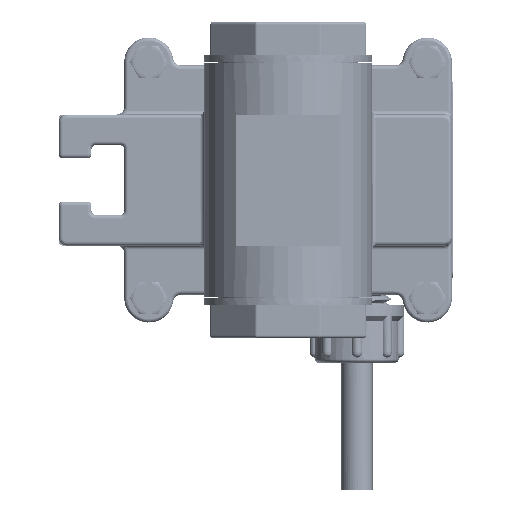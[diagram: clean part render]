
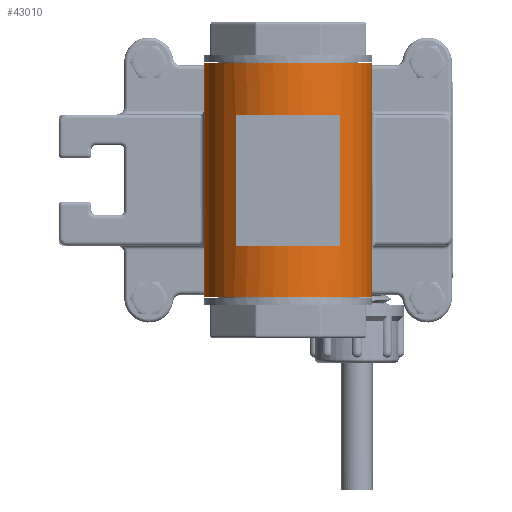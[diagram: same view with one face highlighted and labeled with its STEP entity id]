
A CAD part, front view. The second image highlights one B-rep face of the part: STEP entity #43010.
In plain terms, the highlighted cylindrical face has radius 16.32 mm (diameter 32.639 mm), a full revolution.
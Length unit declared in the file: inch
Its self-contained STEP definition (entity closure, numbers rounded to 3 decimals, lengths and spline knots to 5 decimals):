
#1764=FACE_BOUND('',#15300,.T.);
#3444=LINE('',#63474,#7356);
#3446=LINE('',#63478,#7358);
#3448=LINE('',#63484,#7360);
#3449=LINE('',#63486,#7361);
#3450=LINE('',#63492,#7362);
#3451=LINE('',#63498,#7363);
#7356=VECTOR('',#50544,0.3937);
#7358=VECTOR('',#50550,0.3937);
#7360=VECTOR('',#50558,0.6425);
#7361=VECTOR('',#50559,0.6425);
#7362=VECTOR('',#50564,0.3937);
#7363=VECTOR('',#50569,0.3937);
#11175=CYLINDRICAL_SURFACE('',#46327,0.6425);
#12761=FACE_OUTER_BOUND('',#15299,.T.);
#15299=EDGE_LOOP('',(#30658,#30659,#30660,#30661,#30662,#30663,#30664,#30665,
#30666,#30667,#30668,#30669));
#15300=EDGE_LOOP('',(#30670,#30671,#30672,#30673,#30674,#30675));
#18101=CIRCLE('',#46295,0.6425);
#18102=CIRCLE('',#46296,0.6425);
#18117=CIRCLE('',#46320,0.6425);
#18118=CIRCLE('',#46321,0.6425);
#18120=CIRCLE('',#46328,0.6425);
#18121=CIRCLE('',#46329,0.6425);
#18122=CIRCLE('',#46330,0.6425);
#18123=CIRCLE('',#46331,0.6425);
#18124=CIRCLE('',#46332,0.6425);
#18125=CIRCLE('',#46333,0.6425);
#19561=VERTEX_POINT('',#62963);
#19589=VERTEX_POINT('',#63113);
#19616=VERTEX_POINT('',#63260);
#19617=VERTEX_POINT('',#63262);
#19621=VERTEX_POINT('',#63317);
#19639=VERTEX_POINT('',#63469);
#19640=VERTEX_POINT('',#63482);
#19641=VERTEX_POINT('',#63485);
#19642=VERTEX_POINT('',#63488);
#19643=VERTEX_POINT('',#63489);
#19644=VERTEX_POINT('',#63491);
#19645=VERTEX_POINT('',#63493);
#19646=VERTEX_POINT('',#63495);
#19647=VERTEX_POINT('',#63497);
#23866=EDGE_CURVE('',#19589,#19616,#18101,.T.);
#23867=EDGE_CURVE('',#19616,#19617,#18102,.T.);
#23903=EDGE_CURVE('',#19639,#19621,#18117,.T.);
#23904=EDGE_CURVE('',#19561,#19639,#18118,.T.);
#23906=EDGE_CURVE('',#19617,#19621,#3444,.T.);
#23908=EDGE_CURVE('',#19561,#19589,#3446,.T.);
#23910=EDGE_CURVE('',#19640,#19640,#18120,.T.);
#23911=EDGE_CURVE('',#19640,#19639,#3448,.T.);
#23912=EDGE_CURVE('',#19616,#19641,#3449,.T.);
#23913=EDGE_CURVE('',#19641,#19641,#18121,.T.);
#23914=EDGE_CURVE('',#19642,#19643,#18122,.T.);
#23915=EDGE_CURVE('',#19643,#19644,#3450,.T.);
#23916=EDGE_CURVE('',#19644,#19645,#18123,.T.);
#23917=EDGE_CURVE('',#19645,#19646,#18124,.T.);
#23918=EDGE_CURVE('',#19646,#19647,#3451,.T.);
#23919=EDGE_CURVE('',#19647,#19642,#18125,.T.);
#30658=ORIENTED_EDGE('',*,*,#23910,.T.);
#30659=ORIENTED_EDGE('',*,*,#23911,.T.);
#30660=ORIENTED_EDGE('',*,*,#23903,.T.);
#30661=ORIENTED_EDGE('',*,*,#23906,.F.);
#30662=ORIENTED_EDGE('',*,*,#23867,.F.);
#30663=ORIENTED_EDGE('',*,*,#23912,.T.);
#30664=ORIENTED_EDGE('',*,*,#23913,.T.);
#30665=ORIENTED_EDGE('',*,*,#23912,.F.);
#30666=ORIENTED_EDGE('',*,*,#23866,.F.);
#30667=ORIENTED_EDGE('',*,*,#23908,.F.);
#30668=ORIENTED_EDGE('',*,*,#23904,.T.);
#30669=ORIENTED_EDGE('',*,*,#23911,.F.);
#30670=ORIENTED_EDGE('',*,*,#23914,.T.);
#30671=ORIENTED_EDGE('',*,*,#23915,.T.);
#30672=ORIENTED_EDGE('',*,*,#23916,.T.);
#30673=ORIENTED_EDGE('',*,*,#23917,.T.);
#30674=ORIENTED_EDGE('',*,*,#23918,.T.);
#30675=ORIENTED_EDGE('',*,*,#23919,.T.);
#43010=ADVANCED_FACE('',(#12761,#1764),#11175,.T.);
#46295=AXIS2_PLACEMENT_3D('',#63261,#50471,#50472);
#46296=AXIS2_PLACEMENT_3D('',#63263,#50473,#50474);
#46320=AXIS2_PLACEMENT_3D('',#63470,#50536,#50537);
#46321=AXIS2_PLACEMENT_3D('',#63471,#50538,#50539);
#46327=AXIS2_PLACEMENT_3D('',#63481,#50554,#50555);
#46328=AXIS2_PLACEMENT_3D('',#63483,#50556,#50557);
#46329=AXIS2_PLACEMENT_3D('',#63487,#50560,#50561);
#46330=AXIS2_PLACEMENT_3D('',#63490,#50562,#50563);
#46331=AXIS2_PLACEMENT_3D('',#63494,#50565,#50566);
#46332=AXIS2_PLACEMENT_3D('',#63496,#50567,#50568);
#46333=AXIS2_PLACEMENT_3D('',#63499,#50570,#50571);
#50471=DIRECTION('center_axis',(0.,0.,1.));
#50472=DIRECTION('ref_axis',(-1.,0.,0.));
#50473=DIRECTION('center_axis',(0.,0.,1.));
#50474=DIRECTION('ref_axis',(-1.,0.,0.));
#50536=DIRECTION('center_axis',(0.,0.,1.));
#50537=DIRECTION('ref_axis',(-1.,0.,0.));
#50538=DIRECTION('center_axis',(0.,0.,1.));
#50539=DIRECTION('ref_axis',(-1.,0.,0.));
#50544=DIRECTION('',(0.,0.,1.));
#50550=DIRECTION('',(0.,0.,-1.));
#50554=DIRECTION('center_axis',(0.,0.,1.));
#50555=DIRECTION('ref_axis',(-1.,0.,0.));
#50556=DIRECTION('center_axis',(0.,0.,-1.));
#50557=DIRECTION('ref_axis',(-1.,0.,0.));
#50558=DIRECTION('',(0.,0.,-1.));
#50559=DIRECTION('',(0.,0.,-1.));
#50560=DIRECTION('center_axis',(0.,0.,1.));
#50561=DIRECTION('ref_axis',(-1.,0.,0.));
#50562=DIRECTION('center_axis',(0.,0.,-1.));
#50563=DIRECTION('ref_axis',(-1.,0.,0.));
#50564=DIRECTION('',(0.,0.,1.));
#50565=DIRECTION('center_axis',(0.,0.,1.));
#50566=DIRECTION('ref_axis',(-1.,0.,0.));
#50567=DIRECTION('center_axis',(0.,0.,1.));
#50568=DIRECTION('ref_axis',(-1.,0.,0.));
#50569=DIRECTION('',(0.,0.,-1.));
#50570=DIRECTION('center_axis',(0.,0.,-1.));
#50571=DIRECTION('ref_axis',(-1.,0.,0.));
#62963=CARTESIAN_POINT('',(0.64186,-0.02866,0.53));
#63113=CARTESIAN_POINT('',(0.64186,-0.02866,-0.53));
#63260=CARTESIAN_POINT('',(0.6425,0.,-0.53));
#63261=CARTESIAN_POINT('Origin',(0.,0.,-0.53));
#63262=CARTESIAN_POINT('',(-0.64186,-0.02866,-0.53));
#63263=CARTESIAN_POINT('Origin',(0.,0.,-0.53));
#63317=CARTESIAN_POINT('',(-0.64186,-0.02866,0.53));
#63469=CARTESIAN_POINT('',(0.6425,0.,0.53));
#63470=CARTESIAN_POINT('Origin',(0.,0.,0.53));
#63471=CARTESIAN_POINT('Origin',(0.,0.,0.53));
#63474=CARTESIAN_POINT('',(-0.64186,-0.02866,0.));
#63478=CARTESIAN_POINT('',(0.64186,-0.02866,0.));
#63481=CARTESIAN_POINT('Origin',(0.,0.,0.));
#63482=CARTESIAN_POINT('',(0.6425,0.,0.891));
#63483=CARTESIAN_POINT('Origin',(0.,0.,0.891));
#63484=CARTESIAN_POINT('',(0.6425,0.,0.));
#63485=CARTESIAN_POINT('',(0.6425,0.,-0.891));
#63486=CARTESIAN_POINT('',(0.6425,0.,0.));
#63487=CARTESIAN_POINT('Origin',(0.,0.,-0.891));
#63488=CARTESIAN_POINT('',(0.,-0.6425,-0.5));
#63489=CARTESIAN_POINT('',(-0.4,-0.5028,-0.5));
#63490=CARTESIAN_POINT('Origin',(0.,0.,-0.5));
#63491=CARTESIAN_POINT('',(-0.4,-0.5028,0.5));
#63492=CARTESIAN_POINT('',(-0.4,-0.5028,0.));
#63493=CARTESIAN_POINT('',(0.,-0.6425,0.5));
#63494=CARTESIAN_POINT('Origin',(0.,0.,0.5));
#63495=CARTESIAN_POINT('',(0.4,-0.5028,0.5));
#63496=CARTESIAN_POINT('Origin',(0.,0.,0.5));
#63497=CARTESIAN_POINT('',(0.4,-0.5028,-0.5));
#63498=CARTESIAN_POINT('',(0.4,-0.5028,0.));
#63499=CARTESIAN_POINT('Origin',(0.,0.,-0.5));
